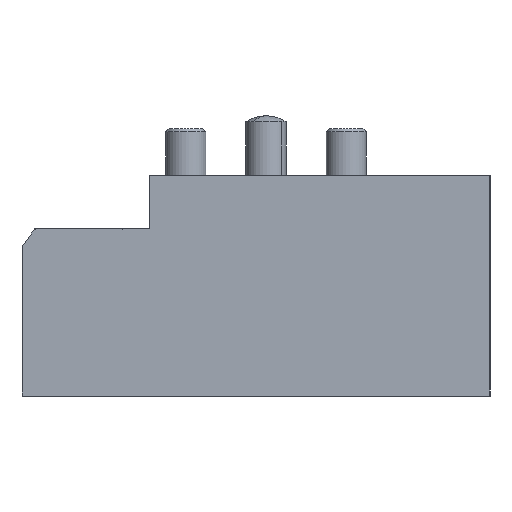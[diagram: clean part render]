
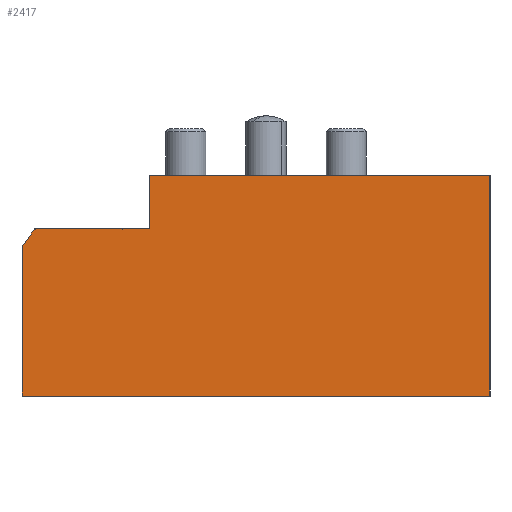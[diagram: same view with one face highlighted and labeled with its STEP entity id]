
A CAD part, left-side view. The second image highlights one B-rep face of the part: STEP entity #2417.
In plain terms, the highlighted planar face has unit normal (-1, 0, 0).
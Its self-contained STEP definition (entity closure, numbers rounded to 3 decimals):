
#154 = CARTESIAN_POINT ( 'NONE',  ( -28., 16.537, -4. ) ) ;
#388 = CARTESIAN_POINT ( 'NONE',  ( -28., 17.177, -4.871 ) ) ;
#417 = EDGE_CURVE ( 'NONE', #6302, #6880, #3869, .T. ) ;
#442 = LINE ( 'NONE', #5497, #1141 ) ;
#559 = CARTESIAN_POINT ( 'NONE',  ( -28., 17.5, -16.5 ) ) ;
#965 = CARTESIAN_POINT ( 'NONE',  ( -28., -17.5, -16.5 ) ) ;
#1141 = VECTOR ( 'NONE', #1663, 1000. ) ;
#1282 = CARTESIAN_POINT ( 'NONE',  ( -28., 17.5, -4. ) ) ;
#1396 = ORIENTED_EDGE ( 'NONE', *, *, #6549, .T. ) ;
#1404 = VECTOR ( 'NONE', #6194, 1000. ) ;
#1431 = AXIS2_PLACEMENT_3D ( 'NONE', #559, #6841, #7243 ) ;
#1473 = LINE ( 'NONE', #3015, #6808 ) ;
#1663 = DIRECTION ( 'NONE',  ( 0., 0., 1. ) ) ;
#1966 = B_SPLINE_CURVE_WITH_KNOTS ( 'NONE', 3,
 ( #2015, #3048, #388, #5965 ),
 .UNSPECIFIED., .F., .F.,
 ( 4, 4 ),
 ( 0., 0.002 ),
 .UNSPECIFIED. ) ;
#2015 = CARTESIAN_POINT ( 'NONE',  ( -28., 16.537, -4. ) ) ;
#2203 = DIRECTION ( 'NONE',  ( 0., -1., 0. ) ) ;
#2214 = CARTESIAN_POINT ( 'NONE',  ( -28., 8., -16.5 ) ) ;
#2272 = CARTESIAN_POINT ( 'NONE',  ( -28., 17.5, -5.305 ) ) ;
#2417 = ADVANCED_FACE ( 'NONE', ( #3803 ), #6093, .T. ) ;
#2606 = VERTEX_POINT ( 'NONE', #2272 ) ;
#2674 = ORIENTED_EDGE ( 'NONE', *, *, #3897, .T. ) ;
#2927 = ORIENTED_EDGE ( 'NONE', *, *, #4795, .F. ) ;
#2957 = VECTOR ( 'NONE', #5642, 1000. ) ;
#2996 = CARTESIAN_POINT ( 'NONE',  ( -28., -17.5, 0. ) ) ;
#3015 = CARTESIAN_POINT ( 'NONE',  ( -28., 17.5, -16.5 ) ) ;
#3048 = CARTESIAN_POINT ( 'NONE',  ( -28., 16.856, -4.436 ) ) ;
#3224 = EDGE_LOOP ( 'NONE', ( #4453, #3288, #2927, #1396, #4984, #3809, #2674 ) ) ;
#3288 = ORIENTED_EDGE ( 'NONE', *, *, #6424, .T. ) ;
#3664 = DIRECTION ( 'NONE',  ( 0., -1., 0. ) ) ;
#3738 = VERTEX_POINT ( 'NONE', #5480 ) ;
#3803 = FACE_OUTER_BOUND ( 'NONE', #3224, .T. ) ;
#3809 = ORIENTED_EDGE ( 'NONE', *, *, #417, .F. ) ;
#3869 = LINE ( 'NONE', #7236, #2957 ) ;
#3897 = EDGE_CURVE ( 'NONE', #6302, #3738, #7299, .T. ) ;
#3923 = LINE ( 'NONE', #4516, #6838 ) ;
#4087 = LINE ( 'NONE', #1282, #5185 ) ;
#4453 = ORIENTED_EDGE ( 'NONE', *, *, #6421, .F. ) ;
#4516 = CARTESIAN_POINT ( 'NONE',  ( -28., 17.5, -16.5 ) ) ;
#4656 = EDGE_CURVE ( 'NONE', #7257, #6880, #442, .T. ) ;
#4795 = EDGE_CURVE ( 'NONE', #5695, #2606, #1473, .T. ) ;
#4866 = DIRECTION ( 'NONE',  ( 0., 0., 1. ) ) ;
#4984 = ORIENTED_EDGE ( 'NONE', *, *, #4656, .T. ) ;
#5135 = CARTESIAN_POINT ( 'NONE',  ( -28., 8., 0. ) ) ;
#5185 = VECTOR ( 'NONE', #3664, 1000. ) ;
#5480 = CARTESIAN_POINT ( 'NONE',  ( -28., 8., -4. ) ) ;
#5497 = CARTESIAN_POINT ( 'NONE',  ( -28., -17.5, -16.5 ) ) ;
#5642 = DIRECTION ( 'NONE',  ( 0., -1., 0. ) ) ;
#5695 = VERTEX_POINT ( 'NONE', #6373 ) ;
#5965 = CARTESIAN_POINT ( 'NONE',  ( -28., 17.5, -5.305 ) ) ;
#5966 = VERTEX_POINT ( 'NONE', #154 ) ;
#6093 = PLANE ( 'NONE',  #1431 ) ;
#6194 = DIRECTION ( 'NONE',  ( 0., 0., -1. ) ) ;
#6302 = VERTEX_POINT ( 'NONE', #5135 ) ;
#6373 = CARTESIAN_POINT ( 'NONE',  ( -28., 17.5, -16.5 ) ) ;
#6421 = EDGE_CURVE ( 'NONE', #5966, #3738, #4087, .T. ) ;
#6424 = EDGE_CURVE ( 'NONE', #5966, #2606, #1966, .T. ) ;
#6549 = EDGE_CURVE ( 'NONE', #5695, #7257, #3923, .T. ) ;
#6808 = VECTOR ( 'NONE', #4866, 1000. ) ;
#6838 = VECTOR ( 'NONE', #2203, 1000. ) ;
#6841 = DIRECTION ( 'NONE',  ( -1., 0., 0. ) ) ;
#6880 = VERTEX_POINT ( 'NONE', #2996 ) ;
#7236 = CARTESIAN_POINT ( 'NONE',  ( -28., 17.5, 0. ) ) ;
#7243 = DIRECTION ( 'NONE',  ( 0., 0., 1. ) ) ;
#7257 = VERTEX_POINT ( 'NONE', #965 ) ;
#7299 = LINE ( 'NONE', #2214, #1404 ) ;
